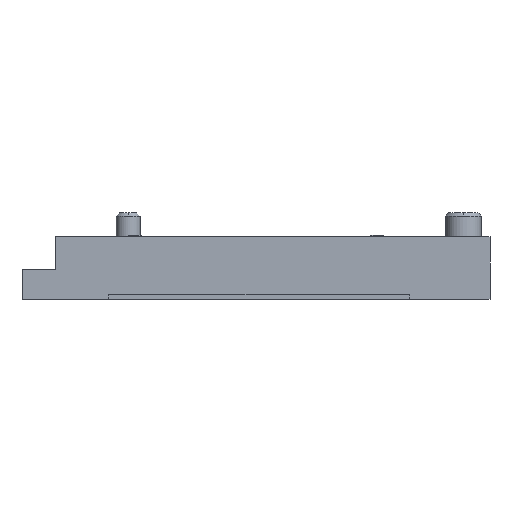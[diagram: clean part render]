
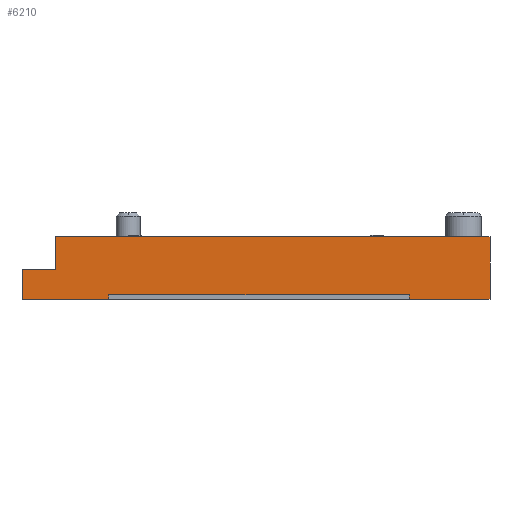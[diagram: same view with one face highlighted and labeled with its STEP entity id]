
A CAD part, front view. The second image highlights one B-rep face of the part: STEP entity #6210.
In plain terms, the highlighted planar face has unit normal (0, -1, 0).
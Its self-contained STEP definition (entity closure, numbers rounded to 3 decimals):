
#1273=DIRECTION('',(-1.,0.,0.));
#1274=VECTOR('',#1273,3.35);
#1275=CARTESIAN_POINT('',(0.,-8.2,-2.6));
#1276=LINE('',#1275,#1274);
#1277=DIRECTION('',(0.,0.,1.));
#1278=VECTOR('',#1277,0.2);
#1279=CARTESIAN_POINT('',(-3.35,-8.2,-2.6));
#1280=LINE('',#1279,#1278);
#1281=DIRECTION('',(-1.,0.,0.));
#1282=VECTOR('',#1281,12.45);
#1283=CARTESIAN_POINT('',(-3.35,-8.2,-2.4));
#1284=LINE('',#1283,#1282);
#1285=DIRECTION('',(0.,0.,-1.));
#1286=VECTOR('',#1285,0.2);
#1287=CARTESIAN_POINT('',(-15.8,-8.2,-2.4));
#1288=LINE('',#1287,#1286);
#1289=DIRECTION('',(-1.,0.,0.));
#1290=VECTOR('',#1289,3.6);
#1291=CARTESIAN_POINT('',(-15.8,-8.2,-2.6));
#1292=LINE('',#1291,#1290);
#1293=DIRECTION('',(0.,0.,1.));
#1294=VECTOR('',#1293,1.25);
#1295=CARTESIAN_POINT('',(-19.4,-8.2,-2.6));
#1296=LINE('',#1295,#1294);
#1297=DIRECTION('',(1.,0.,0.));
#1298=VECTOR('',#1297,1.4);
#1299=CARTESIAN_POINT('',(-19.4,-8.2,-1.35));
#1300=LINE('',#1299,#1298);
#1301=DIRECTION('',(0.,0.,1.));
#1302=VECTOR('',#1301,1.35);
#1303=CARTESIAN_POINT('',(-18.,-8.2,-1.35));
#1304=LINE('',#1303,#1302);
#1305=DIRECTION('',(1.,0.,0.));
#1306=VECTOR('',#1305,18.);
#1307=CARTESIAN_POINT('',(-18.,-8.2,0.));
#1308=LINE('',#1307,#1306);
#1309=DIRECTION('',(0.,0.,-1.));
#1310=VECTOR('',#1309,2.6);
#1311=CARTESIAN_POINT('',(0.,-8.2,0.));
#1312=LINE('',#1311,#1310);
#3977=CARTESIAN_POINT('',(-18.,-8.2,0.));
#3978=CARTESIAN_POINT('',(0.,-8.2,0.));
#3979=VERTEX_POINT('',#3977);
#3980=VERTEX_POINT('',#3978);
#4055=CARTESIAN_POINT('',(0.,-8.2,-2.6));
#4056=CARTESIAN_POINT('',(-3.35,-8.2,-2.6));
#4057=VERTEX_POINT('',#4055);
#4058=VERTEX_POINT('',#4056);
#4059=CARTESIAN_POINT('',(-3.35,-8.2,-2.4));
#4060=VERTEX_POINT('',#4059);
#4061=CARTESIAN_POINT('',(-15.8,-8.2,-2.4));
#4062=VERTEX_POINT('',#4061);
#4063=CARTESIAN_POINT('',(-15.8,-8.2,-2.6));
#4064=VERTEX_POINT('',#4063);
#4065=CARTESIAN_POINT('',(-19.4,-8.2,-2.6));
#4066=VERTEX_POINT('',#4065);
#4067=CARTESIAN_POINT('',(-19.4,-8.2,-1.35));
#4068=VERTEX_POINT('',#4067);
#4069=CARTESIAN_POINT('',(-18.,-8.2,-1.35));
#4070=VERTEX_POINT('',#4069);
#6184=CARTESIAN_POINT('',(-19.788,-8.2,-2.652));
#6185=DIRECTION('',(0.,1.,0.));
#6186=DIRECTION('',(0.,0.,1.));
#6187=AXIS2_PLACEMENT_3D('',#6184,#6185,#6186);
#6188=PLANE('',#6187);
#6190=ORIENTED_EDGE('',*,*,#6189,.T.);
#6192=ORIENTED_EDGE('',*,*,#6191,.T.);
#6194=ORIENTED_EDGE('',*,*,#6193,.T.);
#6196=ORIENTED_EDGE('',*,*,#6195,.T.);
#6198=ORIENTED_EDGE('',*,*,#6197,.T.);
#6200=ORIENTED_EDGE('',*,*,#6199,.T.);
#6202=ORIENTED_EDGE('',*,*,#6201,.T.);
#6204=ORIENTED_EDGE('',*,*,#6203,.T.);
#6205=ORIENTED_EDGE('',*,*,#6072,.T.);
#6207=ORIENTED_EDGE('',*,*,#6206,.T.);
#6208=EDGE_LOOP('',(#6190,#6192,#6194,#6196,#6198,#6200,#6202,#6204,#6205,
#6207));
#6209=FACE_OUTER_BOUND('',#6208,.F.);
#6210=ADVANCED_FACE('',(#6209),#6188,.F.);
#6072=EDGE_CURVE('',#3979,#3980,#1308,.T.);
#6189=EDGE_CURVE('',#4057,#4058,#1276,.T.);
#6191=EDGE_CURVE('',#4058,#4060,#1280,.T.);
#6193=EDGE_CURVE('',#4060,#4062,#1284,.T.);
#6195=EDGE_CURVE('',#4062,#4064,#1288,.T.);
#6197=EDGE_CURVE('',#4064,#4066,#1292,.T.);
#6199=EDGE_CURVE('',#4066,#4068,#1296,.T.);
#6201=EDGE_CURVE('',#4068,#4070,#1300,.T.);
#6203=EDGE_CURVE('',#4070,#3979,#1304,.T.);
#6206=EDGE_CURVE('',#3980,#4057,#1312,.T.);
